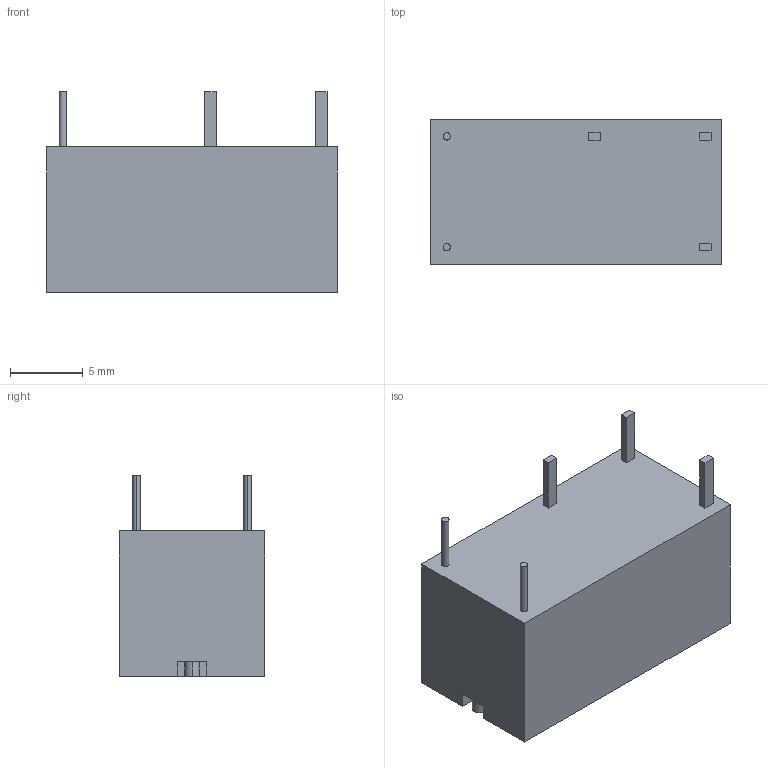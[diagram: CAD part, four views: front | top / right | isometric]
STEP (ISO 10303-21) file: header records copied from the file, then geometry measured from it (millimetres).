
FILE_DESCRIPTION(('STEP AP242'),'1');
FILE_NAME('1393219-3.stp','2023-08-23T06:59:34',('TraceParts'),('TraceParts S.A.'),'Spatial InterOp 3D',' ',' ');
FILE_SCHEMA(('AP242_MANAGED_MODEL_BASED_3D_ENGINEERING_MIM_LF {1 0 10303 442 1 1 4}'));
Length unit declared in the file: millimetre
Products named in the file (1): 1393219-3
Bounding box: 20 x 10 x 13.8 mm (x, y, z)
Volume: 2000.2 mm3; surface area: 1056.6 mm2
Topology: 1 solids, 1 shells, 40 faces, 93 edges, 62 vertices
Faces by surface type: plane 30, cylinder 10
Entity records: 1152 total; most frequent: CARTESIAN_POINT 196, DIRECTION 195, ORIENTED_EDGE 186, EDGE_CURVE 93, LINE 73, VECTOR 73, VERTEX_POINT 62, AXIS2_PLACEMENT_3D 61
